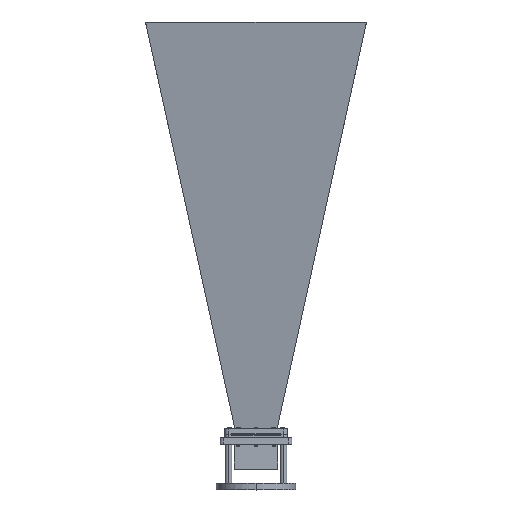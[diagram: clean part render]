
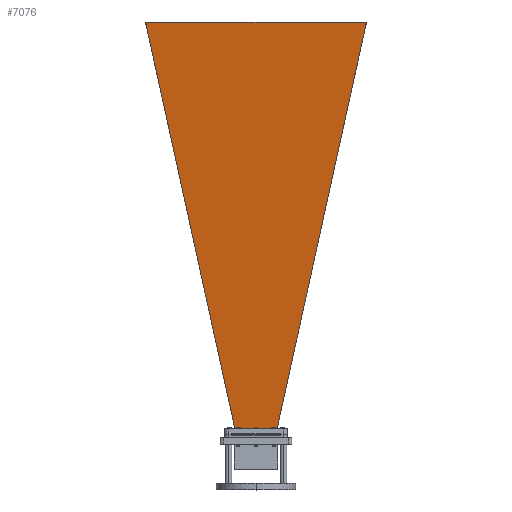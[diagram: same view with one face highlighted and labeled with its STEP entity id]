
A CAD part, top view. The second image highlights one B-rep face of the part: STEP entity #7076.
In plain terms, the highlighted face is planar.
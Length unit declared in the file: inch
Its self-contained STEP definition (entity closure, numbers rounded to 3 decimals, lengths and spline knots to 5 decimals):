
#5198 = CARTESIAN_POINT ( 'NONE',  ( -7.908, -5.42856, 29.491 ) ) ;
#5306 = VECTOR ( 'NONE', #21904, 39.37008 ) ;
#7076 = ADVANCED_FACE ( 'NONE', ( #58194 ), #23952, .F. ) ;
#7708 = CARTESIAN_POINT ( 'NONE',  ( 1.513, -0.763, 0.375 ) ) ;
#11325 = CARTESIAN_POINT ( 'NONE',  ( 1.513, -0.763, 0.375 ) ) ;
#12721 = EDGE_CURVE ( 'NONE', #33767, #40995, #37712, .T. ) ;
#14840 = EDGE_CURVE ( 'NONE', #55495, #33767, #38912, .T. ) ;
#16060 = DIRECTION ( 'NONE',  ( 1., 0., 0. ) ) ;
#18032 = DIRECTION ( 'NONE',  ( 0., 0.987, 0.158 ) ) ;
#19422 = CARTESIAN_POINT ( 'NONE',  ( 0.50433, -0.763, 0.375 ) ) ;
#19738 = ORIENTED_EDGE ( 'NONE', *, *, #62084, .T. ) ;
#21904 = DIRECTION ( 'NONE',  ( -0.212, -0.155, 0.965 ) ) ;
#22110 = VECTOR ( 'NONE', #16060, 39.37008 ) ;
#23586 = VERTEX_POINT ( 'NONE', #29744 ) ;
#23952 = PLANE ( 'NONE',  #61798 ) ;
#29305 = CARTESIAN_POINT ( 'NONE',  ( -0.50433, -0.763, 0.375 ) ) ;
#29744 = CARTESIAN_POINT ( 'NONE',  ( 7.90602, -5.42856, 29.491 ) ) ;
#32086 = DIRECTION ( 'NONE',  ( 0.212, -0.155, 0.965 ) ) ;
#33767 = VERTEX_POINT ( 'NONE', #43262 ) ;
#34583 = CARTESIAN_POINT ( 'NONE',  ( -1.513, -0.763, 0.375 ) ) ;
#34707 = VECTOR ( 'NONE', #32086, 39.37008 ) ;
#36807 = LINE ( 'NONE', #5198, #22110 ) ;
#37712 = LINE ( 'NONE', #47590, #5306 ) ;
#38613 = ORIENTED_EDGE ( 'NONE', *, *, #14840, .F. ) ;
#38912 = B_SPLINE_CURVE_WITH_KNOTS ( 'NONE', 3,
 ( #45099, #19422, #29305, #34583 ),
 .UNSPECIFIED., .F., .F.,
 ( 4, 4 ),
 ( 0., 1. ),
 .UNSPECIFIED. ) ;
#40995 = VERTEX_POINT ( 'NONE', #41762 ) ;
#41762 = CARTESIAN_POINT ( 'NONE',  ( -7.90602, -5.42856, 29.491 ) ) ;
#43262 = CARTESIAN_POINT ( 'NONE',  ( -1.513, -0.763, 0.375 ) ) ;
#44264 = EDGE_CURVE ( 'NONE', #40995, #23586, #36807, .T. ) ;
#45099 = CARTESIAN_POINT ( 'NONE',  ( 1.513, -0.763, 0.375 ) ) ;
#45719 = ORIENTED_EDGE ( 'NONE', *, *, #44264, .F. ) ;
#46911 = EDGE_LOOP ( 'NONE', ( #19738, #45719, #51566, #38613 ) ) ;
#47590 = CARTESIAN_POINT ( 'NONE',  ( -1.513, -0.763, 0.375 ) ) ;
#48318 = CARTESIAN_POINT ( 'NONE',  ( 0., -0.68531, -0.10981 ) ) ;
#49280 = DIRECTION ( 'NONE',  ( 0., 0.158, -0.987 ) ) ;
#51566 = ORIENTED_EDGE ( 'NONE', *, *, #12721, .F. ) ;
#52807 = LINE ( 'NONE', #7708, #34707 ) ;
#55495 = VERTEX_POINT ( 'NONE', #11325 ) ;
#58194 = FACE_OUTER_BOUND ( 'NONE', #46911, .T. ) ;
#61798 = AXIS2_PLACEMENT_3D ( 'NONE', #48318, #18032, #49280 ) ;
#62084 = EDGE_CURVE ( 'NONE', #55495, #23586, #52807, .T. ) ;
